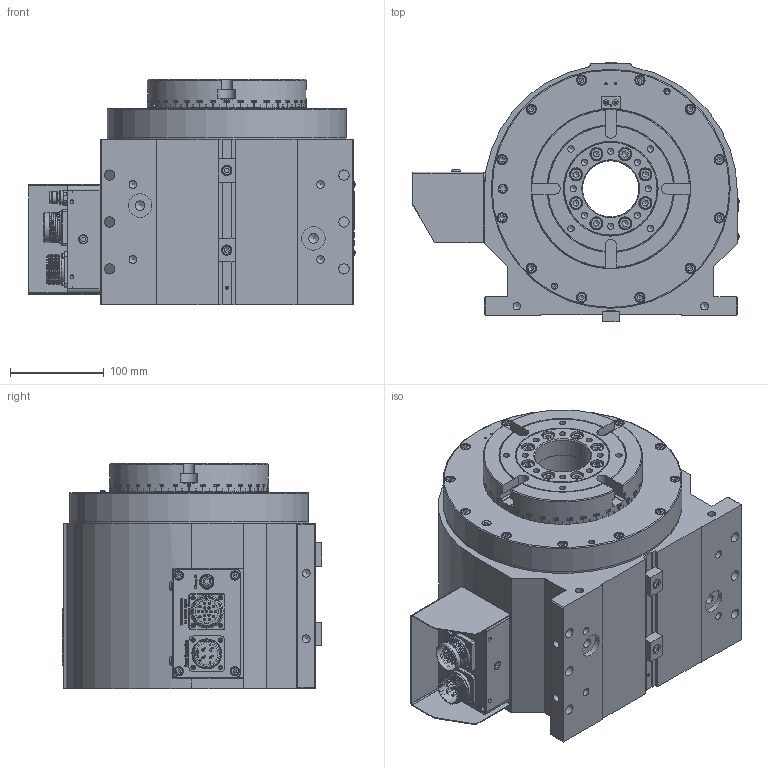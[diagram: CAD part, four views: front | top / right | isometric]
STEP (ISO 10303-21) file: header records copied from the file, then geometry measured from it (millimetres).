
FILE_DESCRIPTION((''),'2;1');
FILE_NAME('Open CASCADE Shape Model','2022-03-28T10:37:58',('yolin.chen' ),(''),'Open CASCADE STEP processor 7.6','Autodesk Inventor 2020', 'Unknown');
FILE_SCHEMA(('AUTOMOTIVE_DESIGN_CC2 { 1 2 10303 214 -1 1 5 4 }'));
Length unit declared in the file: millimetre
Products named in the file (227): AS01074D_RCV-170_Shrinkwrap_1; SHELL
Assembly tree (226 placements, depth 2):
  AS01074D_RCV-170_Shrinkwrap_1
    SHELL
    SHELL
    SHELL
    SHELL
    SHELL
    SHELL
    SHELL
    SHELL
    SHELL
    SHELL
    SHELL
    SHELL
    SHELL
    SHELL
    SHELL
    SHELL
    SHELL
    SHELL
    SHELL
    SHELL
    SHELL
    SHELL
    SHELL
    SHELL
    SHELL
    SHELL
    SHELL
    SHELL
    SHELL
    SHELL
    SHELL
    SHELL
    SHELL
    SHELL
    SHELL
    SHELL
    SHELL
    SHELL
    SHELL
    SHELL
    SHELL
    SHELL
    SHELL
    SHELL
    SHELL
    SHELL
    SHELL
    SHELL
    SHELL
    SHELL
    SHELL
    SHELL
    SHELL
    SHELL
    SHELL
    SHELL
    SHELL
    SHELL
    SHELL
Bounding box: 347.9 x 276.8 x 240 mm (x, y, z)
Surface area: 554550.3 mm2 (no closed solid volume)
Topology: 0 solids, 226 shells, 4280 faces, 15689 edges, 11531 vertices
Faces by surface type: plane 1970, bspline 1581, cylinder 507, cone 158, torus 60, sphere 4
Full cylindrical faces by diameter (mm): 2 x3, 2.05 x4, 2.41 x4, 2.459 x10, 2.5 x17, 3 x1, 3.242 x13, 4.134 x14, 4.5 x6, 5.7 x2, 6 x4, 6.2 x4, 6.647 x14, 8 x1, 8.376 x13, 8.5 x6, 9.5 x2, 10 x11, 10.106 x2, 10.9 x1, 11 x20, 12.1 x1, 12.35 x1, 14 x8, 14.53 x1, 25 x2, 27 x1, 29 x1, 29.28 x2, 29.75 x8
Entity records: 508008 total; most frequent: CARTESIAN_POINT 359287, ORIENTED_EDGE 25032, DIRECTION 18122, EDGE_CURVE 15580, VERTEX_POINT 11531, LINE 8300, VECTOR 8300, FACE_BOUND 5044
